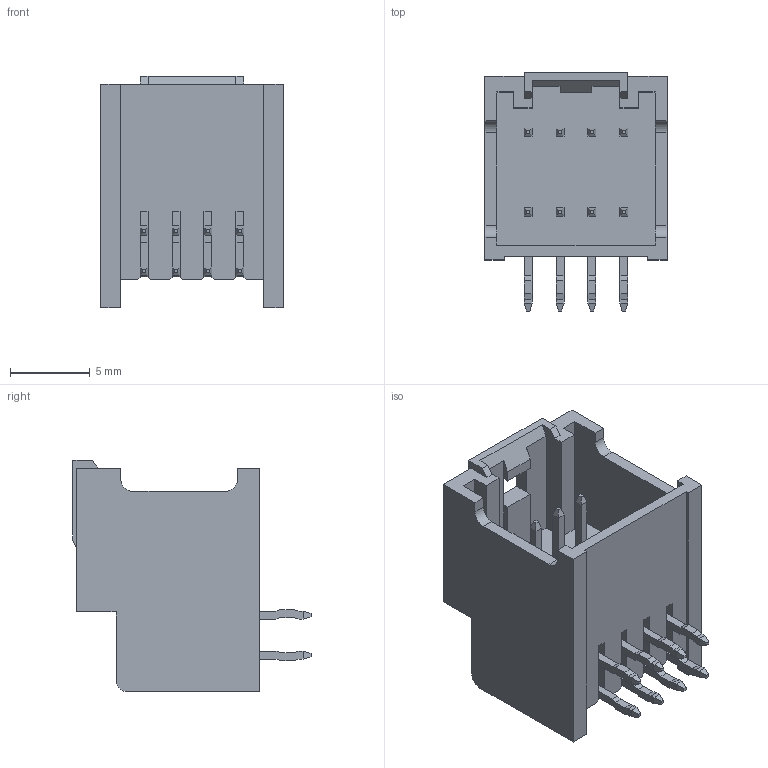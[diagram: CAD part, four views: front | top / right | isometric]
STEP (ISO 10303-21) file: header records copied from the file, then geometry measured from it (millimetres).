
FILE_DESCRIPTION( ( 'Unknown' ), '1' );
FILE_NAME( '62400821722.stp', 'Unknown', ( 'Unknown' ), ( 'Unknown' ), 'PSStep 17.0.49', 'Unknown', ' ' );
FILE_SCHEMA( ( 'AUTOMOTIVE_DESIGN { 1 0 10303 214 1 1 1 1 }' ) );
Length unit declared in the file: millimetre
Products named in the file (4): Assem1; 6240xx21722_PIN; 6240xx21722_PIN_LONGUE; 62400821722
Assembly tree (9 placements, depth 2):
  Assem1
    6240xx21722_PIN  x4
    6240xx21722_PIN_LONGUE  x4
    62400821722
Bounding box: 11.4 x 14.9 x 14.5 mm (x, y, z)
Volume: 671.1 mm3; surface area: 1734 mm2
Topology: 9 solids, 9 shells, 423 faces, 1142 edges, 728 vertices
Faces by surface type: plane 401, cylinder 22
Entity records: 10726 total; most frequent: CARTESIAN_POINT 1523, ORIENTED_EDGE 1516, DIRECTION 1332, EDGE_CURVE 758, LINE 738, VECTOR 738, VERTEX_POINT 488, AXIS2_PLACEMENT_3D 297
